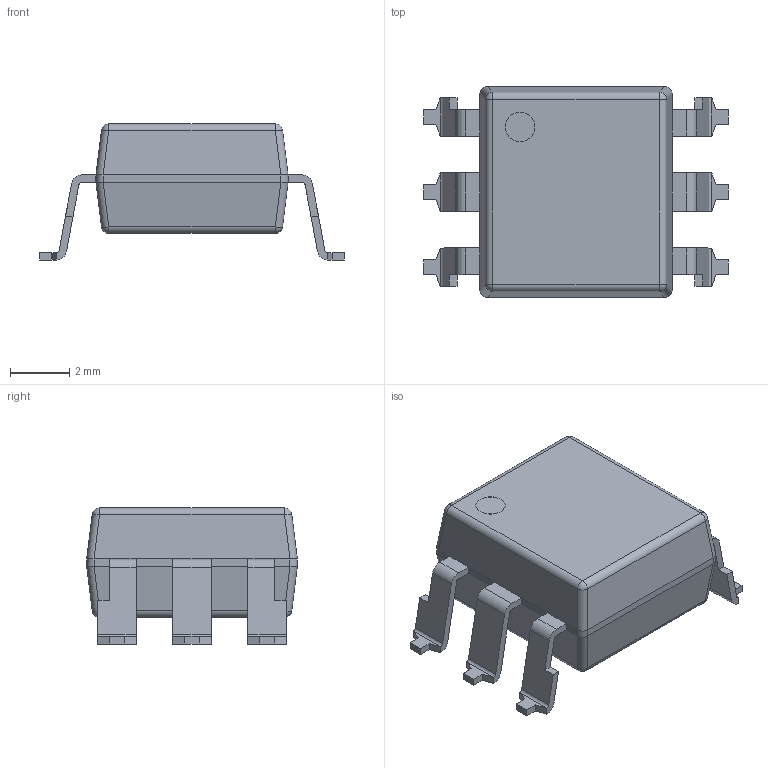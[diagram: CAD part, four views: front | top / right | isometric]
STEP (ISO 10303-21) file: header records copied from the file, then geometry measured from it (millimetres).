
FILE_DESCRIPTION(/* description */ (''),/* implementation_level */ '2;1');
FILE_NAME(/* name */ 'Everlight - SMD-6.step',/* time_stamp */ '2020-06-26T21:47:41+01:00',/* author */ (''),/* organization */ (''),/* preprocessor_version */ 'ST-DEVELOPER v18.1',/* originating_system */ 'Autodesk Translation Framework v9.3.0.1241',/* authorisation */ '');
FILE_SCHEMA (('AUTOMOTIVE_DESIGN { 1 0 10303 214 3 1 1 }'));
Length unit declared in the file: millimetre
Products named in the file (1): Everlight - SMD-6
Bounding box: 10.3 x 7.12 x 4.6 mm (x, y, z)
Volume: 167.1 mm3; surface area: 237.5 mm2
Topology: 1 solids, 1 shells, 160 faces, 399 edges, 242 vertices
Faces by surface type: plane 107, cylinder 45, sphere 8
Full cylindrical faces by diameter (mm): 1 x1
Entity records: 4831 total; most frequent: DIRECTION 819, CARTESIAN_POINT 802, ORIENTED_EDGE 798, EDGE_CURVE 399, LINE 301, VECTOR 301, AXIS2_PLACEMENT_3D 259, VERTEX_POINT 242
